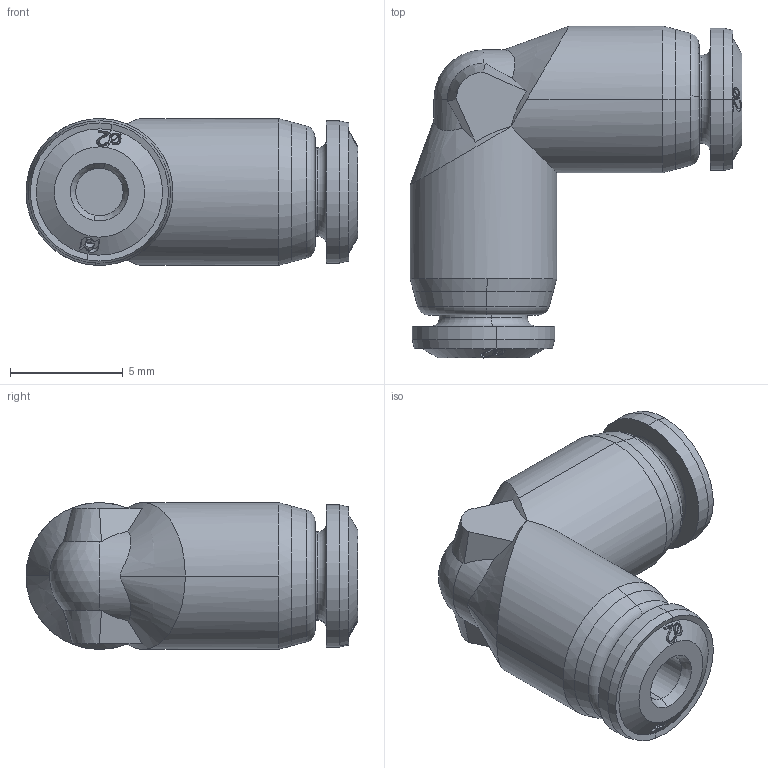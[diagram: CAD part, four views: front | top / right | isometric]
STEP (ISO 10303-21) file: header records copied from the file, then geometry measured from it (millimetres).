
FILE_DESCRIPTION (( 'STEP AP214' ), '1' );
FILE_NAME ('5613000001.step', '2012-10-22T17:00:27', ( '' ), ( '' ), 'SwSTEP 2.0', 'SolidWorks 2012', '' );
FILE_SCHEMA (( 'AUTOMOTIVE_DESIGN' ));
Length unit declared in the file: millimetre
Products named in the file (1): 5613000001
Bounding box: 14.7 x 14.7 x 6.5 mm (x, y, z)
Volume: 618.2 mm3; surface area: 597 mm2
Topology: 1 solids, 1 shells, 201 faces, 534 edges, 349 vertices
Faces by surface type: bspline 106, cone 50, cylinder 18, plane 14, torus 12, sphere 1
Entity records: 11928 total; most frequent: CARTESIAN_POINT 5678, ORIENTED_EDGE 1068, EDGE_CURVE 534, DIRECTION 440, B_SPLINE_CURVE_WITH_KNOTS 374, VERTEX_POINT 349, EDGE_LOOP 215, UNCERTAINTY_MEASURE_WITH_UNIT 204
